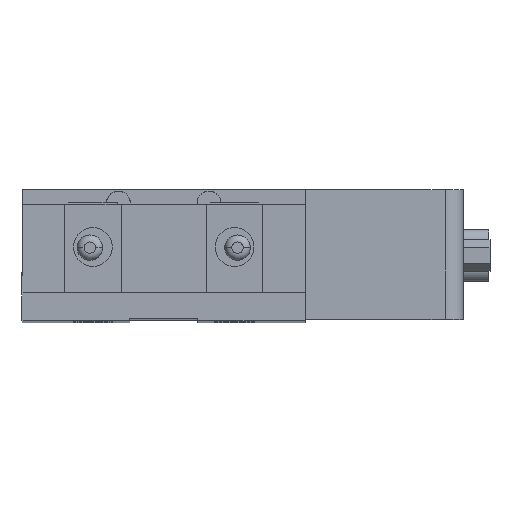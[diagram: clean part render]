
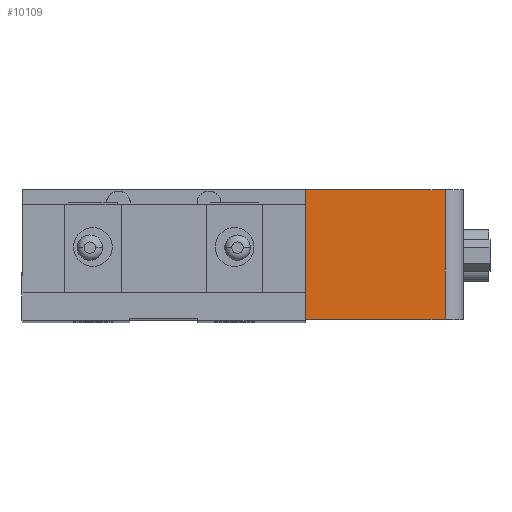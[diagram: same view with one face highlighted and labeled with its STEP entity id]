
A CAD part, top view. The second image highlights one B-rep face of the part: STEP entity #10109.
In plain terms, the highlighted planar face has unit normal (0, 0, 1).
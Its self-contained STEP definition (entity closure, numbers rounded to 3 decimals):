
#79 = EDGE_CURVE ( 'NONE', #6532, #2595, #3761, .T. ) ;
#479 = DIRECTION ( 'NONE',  ( 1., 0., 0. ) ) ;
#608 = EDGE_CURVE ( 'NONE', #12129, #16321, #14462, .T. ) ;
#829 = ORIENTED_EDGE ( 'NONE', *, *, #608, .T. ) ;
#1562 = PLANE ( 'NONE',  #11790 ) ;
#1821 = DIRECTION ( 'NONE',  ( 1., 0., 0. ) ) ;
#1829 = EDGE_CURVE ( 'NONE', #12129, #2595, #5243, .T. ) ;
#2318 = CARTESIAN_POINT ( 'NONE',  ( 13.575, 10.4, 18.5 ) ) ;
#2595 = VERTEX_POINT ( 'NONE', #15032 ) ;
#3561 = CARTESIAN_POINT ( 'NONE',  ( 43.41, -12.5, 18.5 ) ) ;
#3761 = LINE ( 'NONE', #7648, #9364 ) ;
#5243 = LINE ( 'NONE', #8102, #12576 ) ;
#6183 = ORIENTED_EDGE ( 'NONE', *, *, #12135, .T. ) ;
#6532 = VERTEX_POINT ( 'NONE', #14424 ) ;
#6616 = CARTESIAN_POINT ( 'NONE',  ( 43.41, -12.5, 18.5 ) ) ;
#7648 = CARTESIAN_POINT ( 'NONE',  ( 49.635, -12.5, 18.5 ) ) ;
#8102 = CARTESIAN_POINT ( 'NONE',  ( 43.41, 10.4, 18.5 ) ) ;
#8187 = ORIENTED_EDGE ( 'NONE', *, *, #1829, .F. ) ;
#8912 = ORIENTED_EDGE ( 'NONE', *, *, #79, .T. ) ;
#9265 = CARTESIAN_POINT ( 'NONE',  ( 13.575, -12.5, 18.5 ) ) ;
#9364 = VECTOR ( 'NONE', #12684, 1000. ) ;
#9645 = VECTOR ( 'NONE', #12915, 1000. ) ;
#9858 = EDGE_LOOP ( 'NONE', ( #8187, #829, #6183, #8912 ) ) ;
#10109 = ADVANCED_FACE ( 'NONE', ( #12891 ), #1562, .T. ) ;
#10417 = DIRECTION ( 'NONE',  ( 0., 0., 1. ) ) ;
#11773 = CARTESIAN_POINT ( 'NONE',  ( 13.575, -12.5, 18.5 ) ) ;
#11790 = AXIS2_PLACEMENT_3D ( 'NONE', #6616, #10417, #479 ) ;
#12129 = VERTEX_POINT ( 'NONE', #2318 ) ;
#12135 = EDGE_CURVE ( 'NONE', #16321, #6532, #14886, .T. ) ;
#12386 = VECTOR ( 'NONE', #13732, 1000. ) ;
#12576 = VECTOR ( 'NONE', #1821, 1000. ) ;
#12684 = DIRECTION ( 'NONE',  ( 0., 1., 0. ) ) ;
#12891 = FACE_OUTER_BOUND ( 'NONE', #9858, .T. ) ;
#12915 = DIRECTION ( 'NONE',  ( 0., -1., 0. ) ) ;
#13732 = DIRECTION ( 'NONE',  ( 1., 0., 0. ) ) ;
#14424 = CARTESIAN_POINT ( 'NONE',  ( 49.635, -12.5, 18.5 ) ) ;
#14462 = LINE ( 'NONE', #9265, #9645 ) ;
#14886 = LINE ( 'NONE', #3561, #12386 ) ;
#15032 = CARTESIAN_POINT ( 'NONE',  ( 49.635, 10.4, 18.5 ) ) ;
#16321 = VERTEX_POINT ( 'NONE', #11773 ) ;
